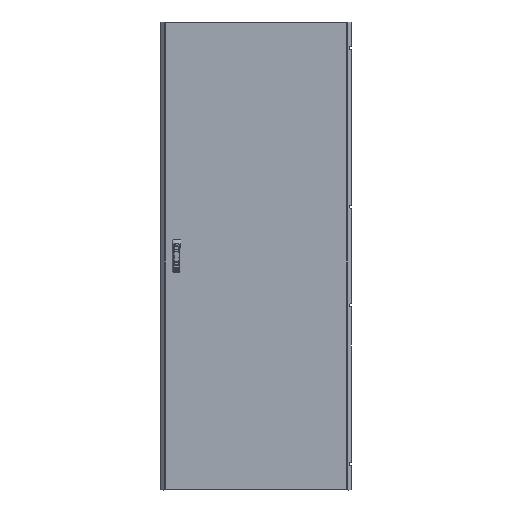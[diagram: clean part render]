
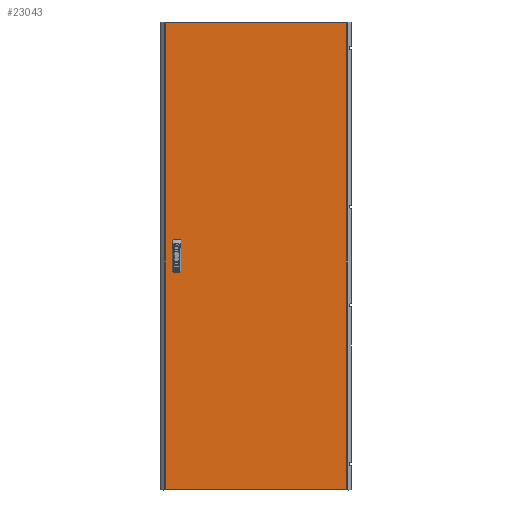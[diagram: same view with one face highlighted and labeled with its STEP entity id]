
A CAD part, top view. The second image highlights one B-rep face of the part: STEP entity #23043.
In plain terms, the highlighted planar face has unit normal (0, 0, 1).
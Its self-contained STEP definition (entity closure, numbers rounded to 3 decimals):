
#2322 = DIRECTION ( 'NONE',  ( -1., 0., 0. ) ) ;
#2510 = VERTEX_POINT ( 'NONE', #86309 ) ;
#4992 = EDGE_CURVE ( 'NONE', #49917, #105456, #19632, .T. ) ;
#5607 = LINE ( 'NONE', #83224, #13057 ) ;
#6139 = DIRECTION ( 'NONE',  ( -1., 0., 0. ) ) ;
#7852 = VECTOR ( 'NONE', #64404, 1000. ) ;
#10716 = DIRECTION ( 'NONE',  ( -1., 0., 0. ) ) ;
#13057 = VECTOR ( 'NONE', #81815, 1000. ) ;
#13090 = DIRECTION ( 'NONE',  ( -1., 0., 0. ) ) ;
#13794 = FACE_BOUND ( 'NONE', #55285, .T. ) ;
#14604 = LINE ( 'NONE', #58047, #62379 ) ;
#15204 = DIRECTION ( 'NONE',  ( 1., 0., 0. ) ) ;
#16937 = VECTOR ( 'NONE', #121673, 1000. ) ;
#17546 = ORIENTED_EDGE ( 'NONE', *, *, #106425, .F. ) ;
#18500 = CARTESIAN_POINT ( 'NONE',  ( -317.5, -12.5, 0. ) ) ;
#19201 = CARTESIAN_POINT ( 'NONE',  ( -317.5, 62.5, 0. ) ) ;
#19404 = DIRECTION ( 'NONE',  ( 1., 0., 0. ) ) ;
#19632 = LINE ( 'NONE', #137177, #48236 ) ;
#20437 = EDGE_CURVE ( 'NONE', #84172, #49917, #98164, .T. ) ;
#22913 = EDGE_CURVE ( 'NONE', #35644, #87276, #37226, .T. ) ;
#23043 = ADVANCED_FACE ( 'NONE', ( #67187, #13794, #89973 ), #133446, .F. ) ;
#28318 = AXIS2_PLACEMENT_3D ( 'NONE', #101339, #110638, #13090 ) ;
#29108 = CARTESIAN_POINT ( 'NONE',  ( -317.5, 12.5, 0. ) ) ;
#30021 = CARTESIAN_POINT ( 'NONE',  ( -342.5, 12.5, 0. ) ) ;
#31372 = CARTESIAN_POINT ( 'NONE',  ( 377.875, -969.5, 0. ) ) ;
#32135 = ORIENTED_EDGE ( 'NONE', *, *, #104628, .F. ) ;
#32777 = CARTESIAN_POINT ( 'NONE',  ( -342.5, -12.5, 0. ) ) ;
#35193 = ORIENTED_EDGE ( 'NONE', *, *, #22913, .F. ) ;
#35644 = VERTEX_POINT ( 'NONE', #83129 ) ;
#36652 = VECTOR ( 'NONE', #98034, 1000. ) ;
#37226 = LINE ( 'NONE', #77862, #105885 ) ;
#37454 = EDGE_CURVE ( 'NONE', #120073, #82579, #130835, .T. ) ;
#37596 = EDGE_LOOP ( 'NONE', ( #120102, #41404, #128110, #50446 ) ) ;
#39987 = ORIENTED_EDGE ( 'NONE', *, *, #105139, .F. ) ;
#41404 = ORIENTED_EDGE ( 'NONE', *, *, #4992, .T. ) ;
#44031 = CARTESIAN_POINT ( 'NONE',  ( 377.875, -969.5, 0. ) ) ;
#44443 = ORIENTED_EDGE ( 'NONE', *, *, #65175, .F. ) ;
#47174 = LINE ( 'NONE', #99891, #74599 ) ;
#48236 = VECTOR ( 'NONE', #6139, 1000. ) ;
#49917 = VERTEX_POINT ( 'NONE', #137664 ) ;
#50446 = ORIENTED_EDGE ( 'NONE', *, *, #101730, .T. ) ;
#51202 = DIRECTION ( 'NONE',  ( 1., 0., 0. ) ) ;
#53024 = LINE ( 'NONE', #139926, #7852 ) ;
#55285 = EDGE_LOOP ( 'NONE', ( #44443, #39987, #123350, #59505 ) ) ;
#57361 = DIRECTION ( 'NONE',  ( 0., 1., 0. ) ) ;
#57525 = LINE ( 'NONE', #32777, #67003 ) ;
#58047 = CARTESIAN_POINT ( 'NONE',  ( -317.5, 12.5, 0. ) ) ;
#59505 = ORIENTED_EDGE ( 'NONE', *, *, #37454, .F. ) ;
#60470 = LINE ( 'NONE', #82539, #63204 ) ;
#62379 = VECTOR ( 'NONE', #57361, 1000. ) ;
#62819 = CARTESIAN_POINT ( 'NONE',  ( -342.5, -62.5, 0. ) ) ;
#63204 = VECTOR ( 'NONE', #51202, 1000. ) ;
#64404 = DIRECTION ( 'NONE',  ( 0., -1., 0. ) ) ;
#65175 = EDGE_CURVE ( 'NONE', #72762, #120073, #57525, .T. ) ;
#65650 = EDGE_CURVE ( 'NONE', #97288, #76521, #14604, .T. ) ;
#67003 = VECTOR ( 'NONE', #10716, 1000. ) ;
#67187 = FACE_BOUND ( 'NONE', #74570, .T. ) ;
#70265 = CARTESIAN_POINT ( 'NONE',  ( -377.875, 969.5, 0. ) ) ;
#71392 = LINE ( 'NONE', #82091, #87477 ) ;
#72762 = VERTEX_POINT ( 'NONE', #18500 ) ;
#73504 = LINE ( 'NONE', #116967, #108373 ) ;
#74570 = EDGE_LOOP ( 'NONE', ( #32135, #106984, #17546, #35193 ) ) ;
#74599 = VECTOR ( 'NONE', #2322, 1000. ) ;
#76521 = VERTEX_POINT ( 'NONE', #19201 ) ;
#77862 = CARTESIAN_POINT ( 'NONE',  ( -342.5, 12.5, 0. ) ) ;
#81815 = DIRECTION ( 'NONE',  ( 0., 1., 0. ) ) ;
#82091 = CARTESIAN_POINT ( 'NONE',  ( -342.5, -62.5, 0. ) ) ;
#82196 = EDGE_CURVE ( 'NONE', #105456, #114769, #53024, .T. ) ;
#82539 = CARTESIAN_POINT ( 'NONE',  ( -342.5, 12.5, 0. ) ) ;
#82579 = VERTEX_POINT ( 'NONE', #62819 ) ;
#83129 = CARTESIAN_POINT ( 'NONE',  ( -342.5, 62.5, 0. ) ) ;
#83224 = CARTESIAN_POINT ( 'NONE',  ( -317.5, -62.5, 0. ) ) ;
#84172 = VERTEX_POINT ( 'NONE', #31372 ) ;
#86309 = CARTESIAN_POINT ( 'NONE',  ( -317.5, -62.5, 0. ) ) ;
#87276 = VERTEX_POINT ( 'NONE', #30021 ) ;
#87477 = VECTOR ( 'NONE', #15204, 1000. ) ;
#89278 = DIRECTION ( 'NONE',  ( 0., -1., 0. ) ) ;
#89973 = FACE_OUTER_BOUND ( 'NONE', #37596, .T. ) ;
#97288 = VERTEX_POINT ( 'NONE', #29108 ) ;
#98034 = DIRECTION ( 'NONE',  ( 0., -1., 0. ) ) ;
#98164 = LINE ( 'NONE', #44031, #16937 ) ;
#99891 = CARTESIAN_POINT ( 'NONE',  ( -342.5, 62.5, 0. ) ) ;
#101339 = CARTESIAN_POINT ( 'NONE',  ( 0., 0., 0. ) ) ;
#101730 = EDGE_CURVE ( 'NONE', #114769, #84172, #73504, .T. ) ;
#104628 = EDGE_CURVE ( 'NONE', #76521, #35644, #47174, .T. ) ;
#105139 = EDGE_CURVE ( 'NONE', #2510, #72762, #5607, .T. ) ;
#105456 = VERTEX_POINT ( 'NONE', #70265 ) ;
#105885 = VECTOR ( 'NONE', #89278, 1000. ) ;
#106425 = EDGE_CURVE ( 'NONE', #87276, #97288, #60470, .T. ) ;
#106984 = ORIENTED_EDGE ( 'NONE', *, *, #65650, .F. ) ;
#108373 = VECTOR ( 'NONE', #19404, 1000. ) ;
#110638 = DIRECTION ( 'NONE',  ( 0., 0., -1. ) ) ;
#114769 = VERTEX_POINT ( 'NONE', #121431 ) ;
#116967 = CARTESIAN_POINT ( 'NONE',  ( -377.875, -969.5, 0. ) ) ;
#120073 = VERTEX_POINT ( 'NONE', #131441 ) ;
#120102 = ORIENTED_EDGE ( 'NONE', *, *, #20437, .T. ) ;
#121431 = CARTESIAN_POINT ( 'NONE',  ( -377.875, -969.5, 0. ) ) ;
#121673 = DIRECTION ( 'NONE',  ( 0., 1., 0. ) ) ;
#122953 = CARTESIAN_POINT ( 'NONE',  ( -342.5, -62.5, 0. ) ) ;
#123350 = ORIENTED_EDGE ( 'NONE', *, *, #129995, .F. ) ;
#128110 = ORIENTED_EDGE ( 'NONE', *, *, #82196, .T. ) ;
#129995 = EDGE_CURVE ( 'NONE', #82579, #2510, #71392, .T. ) ;
#130835 = LINE ( 'NONE', #122953, #36652 ) ;
#131441 = CARTESIAN_POINT ( 'NONE',  ( -342.5, -12.5, 0. ) ) ;
#133446 = PLANE ( 'NONE',  #28318 ) ;
#137177 = CARTESIAN_POINT ( 'NONE',  ( -377.875, 969.5, 0. ) ) ;
#137664 = CARTESIAN_POINT ( 'NONE',  ( 377.875, 969.5, 0. ) ) ;
#139926 = CARTESIAN_POINT ( 'NONE',  ( -377.875, -969.5, 0. ) ) ;
